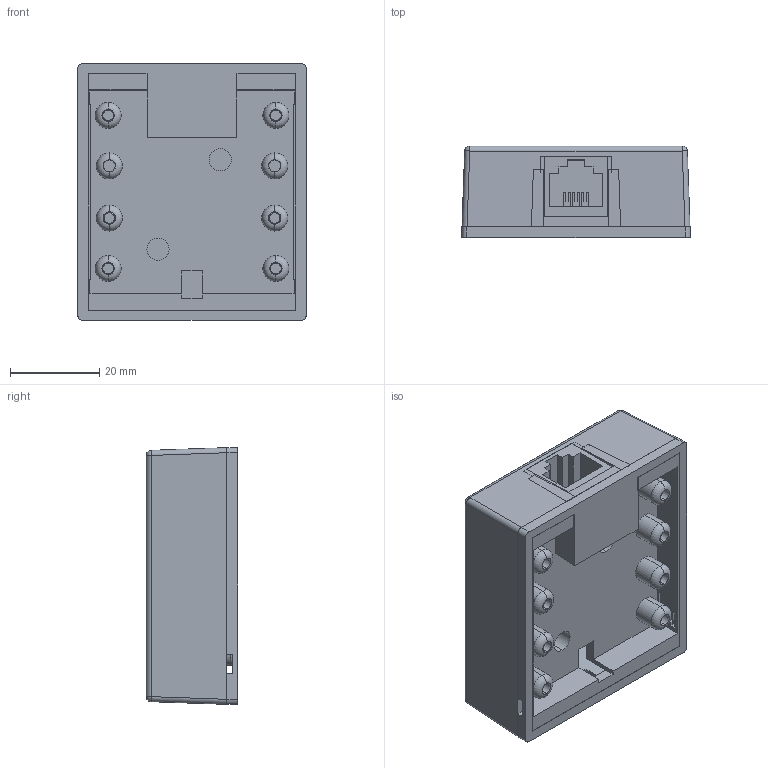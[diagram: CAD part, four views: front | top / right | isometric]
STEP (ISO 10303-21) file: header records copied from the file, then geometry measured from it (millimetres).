
FILE_DESCRIPTION (( 'STEP AP214' ), '1' );
FILE_NAME ('TDA310-6C.STEP', '2009-08-12T18:40:29', ( ' ' ), ( ' ' ), 'SwSTEP 2.0', 'SolidWorks 2008', '' );
FILE_SCHEMA (( 'AUTOMOTIVE_DESIGN' ));
Length unit declared in the file: inch
Products named in the file (5): TDA310-4C-MA1; TDA310-8C-MA1; TDA310-8C-MA2; 3AA01-012_4-40 x .312 PAN HEAD SCREW; TDA310-6C
Assembly tree (9 placements, depth 2):
  TDA310-6C
    3AA01-012_4-40 x .312 PAN HEAD SCREW  x6
    TDA310-8C-MA2
    TDA310-8C-MA1
    TDA310-4C-MA1
Bounding box: 51.18 x 20.47 x 57.54 mm (x, y, z)
Volume: 25555.2 mm3; surface area: 27714.8 mm2
Topology: 9 solids, 9 shells, 643 faces, 1625 edges, 1022 vertices
Faces by surface type: plane 442, cylinder 151, torus 34, cone 12, sphere 4
Entity records: 13983 total; most frequent: CARTESIAN_POINT 2349, DIRECTION 2269, ORIENTED_EDGE 2242, EDGE_CURVE 1121, VECTOR 807, LINE 807, AXIS2_PLACEMENT_3D 731, VERTEX_POINT 727
